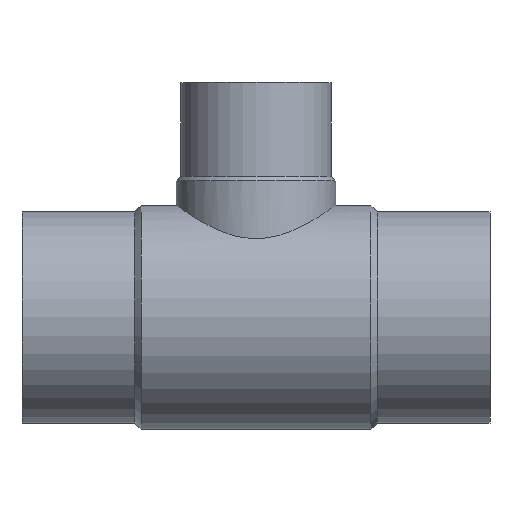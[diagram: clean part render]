
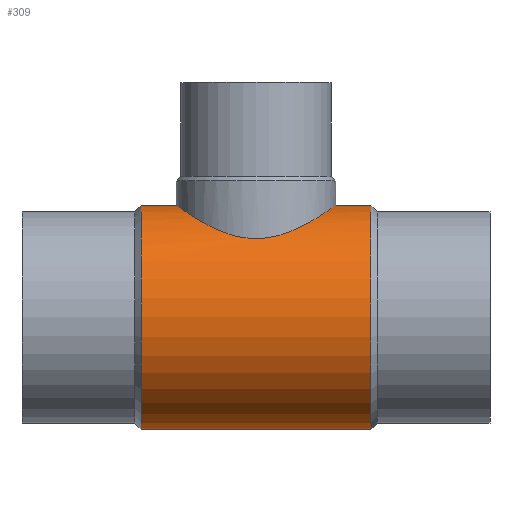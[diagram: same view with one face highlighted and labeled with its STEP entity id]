
A CAD part, top view. The second image highlights one B-rep face of the part: STEP entity #309.
In plain terms, the highlighted cylindrical face has radius 119.2 mm (diameter 238.4 mm), a partial arc.
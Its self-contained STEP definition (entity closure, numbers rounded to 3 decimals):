
#143 = VERTEX_POINT( '', #373 );
#195 = VERTEX_POINT( '', #430 );
#197 = VERTEX_POINT( '', #432 );
#217 = EDGE_CURVE( '', #337, #197, #454, .T. );
#227 = EDGE_CURVE( '', #297, #281, #466, .T. );
#237 = EDGE_CURVE( '', #195, #337, #478, .T. );
#239 = EDGE_CURVE( '', #197, #297, #480, .T. );
#281 = VERTEX_POINT( '', #524 );
#297 = VERTEX_POINT( '', #543 );
#301 = EDGE_CURVE( '', #281, #143, #549, .T. );
#309 = ADVANCED_FACE( '', ( #557 ), #558, .T. );
#315 = EDGE_CURVE( '', #195, #143, #564, .T. );
#337 = VERTEX_POINT( '', #590 );
#373 = CARTESIAN_POINT( '', ( -371.3, 119.2, 0. ) );
#430 = CARTESIAN_POINT( '', ( -371.3, -119.2, 0. ) );
#432 = CARTESIAN_POINT( '', ( -126.7, 119.2, 0. ) );
#454 = CIRCLE( '', #858, 119.2 );
#466 = B_SPLINE_CURVE_WITH_KNOTS( '', 3, ( #873, #874, #875, #876, #877, #878, #879, #880, #881, #882, #883, #884, #885, #886, #887, #888, #889, #890, #891, #892, #893, #894, #895, #896, #897, #898, #899, #900, #901, #902, #903, #904, #905, #906, #907, #908, #909, #910, #911, #912, #913, #914, #915, #916, #917, #918, #919, #920, #921, #922, #923, #924, #925, #926, #927, #928, #929, #930, #931, #932, #933, #934, #935, #936, #937, #938 ), .UNSPECIFIED., .F., .F., ( 4, 2, 2, 2, 2, 2, 2, 2, 2, 2, 2, 2, 2, 2, 2, 2, 2, 2, 2, 2, 2, 2, 2, 2, 2, 2, 2, 2, 2, 2, 2, 2, 4 ), ( 134.051, 142.364, 150.677, 158.989, 167.302, 175.614, 183.927, 192.24, 200.552, 208.996, 217.44, 225.884, 234.328, 242.771, 251.215, 259.659, 268.103, 276.547, 284.991, 293.434, 301.878, 310.322, 318.766, 327.21, 335.654, 343.966, 352.279, 360.591, 368.904, 377.217, 385.529, 393.842, 402.154 ), .UNSPECIFIED. );
#478 = LINE( '', #955, #956 );
#480 = LINE( '', #959, #960 );
#524 = CARTESIAN_POINT( '', ( -333.75, 119.2, 0. ) );
#543 = CARTESIAN_POINT( '', ( -164.25, 119.2, 0. ) );
#549 = LINE( '', #1112, #1113 );
#557 = FACE_OUTER_BOUND( '', #1123, .T. );
#558 = CYLINDRICAL_SURFACE( '', #1124, 119.2 );
#564 = CIRCLE( '', #1135, 119.2 );
#590 = CARTESIAN_POINT( '', ( -126.7, -119.2, 0. ) );
#858 = AXIS2_PLACEMENT_3D( '', #1283, #1284, #1285 );
#873 = CARTESIAN_POINT( '', ( -164.25, 119.2, 0. ) );
#874 = CARTESIAN_POINT( '', ( -164.25, 119.2, 2.771 ) );
#875 = CARTESIAN_POINT( '', ( -164.386, 119.103, 5.573 ) );
#876 = CARTESIAN_POINT( '', ( -164.944, 118.707, 11.185 ) );
#877 = CARTESIAN_POINT( '', ( -165.365, 118.409, 13.994 ) );
#878 = CARTESIAN_POINT( '', ( -166.491, 117.617, 19.567 ) );
#879 = CARTESIAN_POINT( '', ( -167.195, 117.123, 22.33 ) );
#880 = CARTESIAN_POINT( '', ( -168.875, 115.955, 27.762 ) );
#881 = CARTESIAN_POINT( '', ( -169.851, 115.282, 30.43 ) );
#882 = CARTESIAN_POINT( '', ( -172.05, 113.784, 35.627 ) );
#883 = CARTESIAN_POINT( '', ( -173.275, 112.957, 38.158 ) );
#884 = CARTESIAN_POINT( '', ( -175.945, 111.185, 43.051 ) );
#885 = CARTESIAN_POINT( '', ( -177.391, 110.238, 45.411 ) );
#886 = CARTESIAN_POINT( '', ( -180.466, 108.267, 49.931 ) );
#887 = CARTESIAN_POINT( '', ( -182.095, 107.241, 52.09 ) );
#888 = CARTESIAN_POINT( '', ( -185.492, 105.155, 56.182 ) );
#889 = CARTESIAN_POINT( '', ( -187.261, 104.094, 58.115 ) );
#890 = CARTESIAN_POINT( '', ( -190.913, 101.97, 61.768 ) );
#891 = CARTESIAN_POINT( '', ( -192.869, 100.865, 63.554 ) );
#892 = CARTESIAN_POINT( '', ( -196.992, 98.63, 66.969 ) );
#893 = CARTESIAN_POINT( '', ( -199.158, 97.501, 68.599 ) );
#894 = CARTESIAN_POINT( '', ( -203.677, 95.27, 71.665 ) );
#895 = CARTESIAN_POINT( '', ( -206.029, 94.169, 73.101 ) );
#896 = CARTESIAN_POINT( '', ( -210.894, 92.051, 75.751 ) );
#897 = CARTESIAN_POINT( '', ( -213.407, 91.034, 76.965 ) );
#898 = CARTESIAN_POINT( '', ( -218.563, 89.145, 79.145 ) );
#899 = CARTESIAN_POINT( '', ( -221.209, 88.271, 80.113 ) );
#900 = CARTESIAN_POINT( '', ( -226.602, 86.724, 81.785 ) );
#901 = CARTESIAN_POINT( '', ( -229.349, 86.051, 82.489 ) );
#902 = CARTESIAN_POINT( '', ( -234.906, 84.955, 83.618 ) );
#903 = CARTESIAN_POINT( '', ( -237.716, 84.531, 84.043 ) );
#904 = CARTESIAN_POINT( '', ( -243.356, 83.965, 84.609 ) );
#905 = CARTESIAN_POINT( '', ( -246.185, 83.822, 84.75 ) );
#906 = CARTESIAN_POINT( '', ( -251.815, 83.822, 84.75 ) );
#907 = CARTESIAN_POINT( '', ( -254.644, 83.965, 84.609 ) );
#908 = CARTESIAN_POINT( '', ( -260.284, 84.531, 84.043 ) );
#909 = CARTESIAN_POINT( '', ( -263.094, 84.955, 83.618 ) );
#910 = CARTESIAN_POINT( '', ( -268.651, 86.051, 82.489 ) );
#911 = CARTESIAN_POINT( '', ( -271.398, 86.724, 81.785 ) );
#912 = CARTESIAN_POINT( '', ( -276.791, 88.271, 80.113 ) );
#913 = CARTESIAN_POINT( '', ( -279.437, 89.145, 79.145 ) );
#914 = CARTESIAN_POINT( '', ( -284.593, 91.034, 76.965 ) );
#915 = CARTESIAN_POINT( '', ( -287.106, 92.051, 75.751 ) );
#916 = CARTESIAN_POINT( '', ( -291.971, 94.169, 73.101 ) );
#917 = CARTESIAN_POINT( '', ( -294.323, 95.27, 71.665 ) );
#918 = CARTESIAN_POINT( '', ( -298.842, 97.501, 68.599 ) );
#919 = CARTESIAN_POINT( '', ( -301.008, 98.63, 66.969 ) );
#920 = CARTESIAN_POINT( '', ( -305.131, 100.865, 63.554 ) );
#921 = CARTESIAN_POINT( '', ( -307.087, 101.97, 61.768 ) );
#922 = CARTESIAN_POINT( '', ( -310.739, 104.094, 58.115 ) );
#923 = CARTESIAN_POINT( '', ( -312.508, 105.155, 56.182 ) );
#924 = CARTESIAN_POINT( '', ( -315.905, 107.241, 52.09 ) );
#925 = CARTESIAN_POINT( '', ( -317.534, 108.267, 49.931 ) );
#926 = CARTESIAN_POINT( '', ( -320.609, 110.238, 45.411 ) );
#927 = CARTESIAN_POINT( '', ( -322.055, 111.185, 43.051 ) );
#928 = CARTESIAN_POINT( '', ( -324.725, 112.957, 38.158 ) );
#929 = CARTESIAN_POINT( '', ( -325.95, 113.784, 35.627 ) );
#930 = CARTESIAN_POINT( '', ( -328.149, 115.282, 30.43 ) );
#931 = CARTESIAN_POINT( '', ( -329.125, 115.955, 27.762 ) );
#932 = CARTESIAN_POINT( '', ( -330.805, 117.123, 22.33 ) );
#933 = CARTESIAN_POINT( '', ( -331.509, 117.617, 19.567 ) );
#934 = CARTESIAN_POINT( '', ( -332.635, 118.409, 13.994 ) );
#935 = CARTESIAN_POINT( '', ( -333.056, 118.707, 11.185 ) );
#936 = CARTESIAN_POINT( '', ( -333.614, 119.103, 5.573 ) );
#937 = CARTESIAN_POINT( '', ( -333.75, 119.2, 2.771 ) );
#938 = CARTESIAN_POINT( '', ( -333.75, 119.2, 0. ) );
#955 = CARTESIAN_POINT( '', ( -249., -119.2, 0. ) );
#956 = VECTOR( '', #1324, 1. );
#959 = CARTESIAN_POINT( '', ( -249., 119.2, 0. ) );
#960 = VECTOR( '', #1325, 1. );
#1112 = CARTESIAN_POINT( '', ( -249., 119.2, 0. ) );
#1113 = VECTOR( '', #1397, 1. );
#1123 = EDGE_LOOP( '', ( #1400, #1401, #1402, #1403, #1404, #1405 ) );
#1124 = AXIS2_PLACEMENT_3D( '', #1406, #1407, #1408 );
#1135 = AXIS2_PLACEMENT_3D( '', #1411, #1412, #1413 );
#1283 = CARTESIAN_POINT( '', ( -126.7, 0., 0. ) );
#1284 = DIRECTION( '', ( -1., 0., 0. ) );
#1285 = DIRECTION( '', ( 0., 1., 0. ) );
#1324 = DIRECTION( '', ( 1., 0., 0. ) );
#1325 = DIRECTION( '', ( -1., 0., 0. ) );
#1397 = DIRECTION( '', ( -1., 0., 0. ) );
#1400 = ORIENTED_EDGE( '', *, *, #239, .T. );
#1401 = ORIENTED_EDGE( '', *, *, #227, .T. );
#1402 = ORIENTED_EDGE( '', *, *, #301, .T. );
#1403 = ORIENTED_EDGE( '', *, *, #315, .F. );
#1404 = ORIENTED_EDGE( '', *, *, #237, .T. );
#1405 = ORIENTED_EDGE( '', *, *, #217, .T. );
#1406 = CARTESIAN_POINT( '', ( -249., 0., 0. ) );
#1407 = DIRECTION( '', ( 1., 0., 0. ) );
#1408 = DIRECTION( '', ( 0., 1., 0. ) );
#1411 = CARTESIAN_POINT( '', ( -371.3, 0., 0. ) );
#1412 = DIRECTION( '', ( -1., 0., 0. ) );
#1413 = DIRECTION( '', ( 0., 1., 0. ) );
